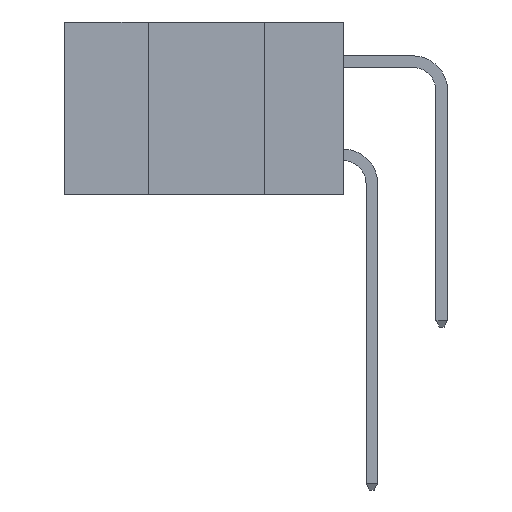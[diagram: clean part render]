
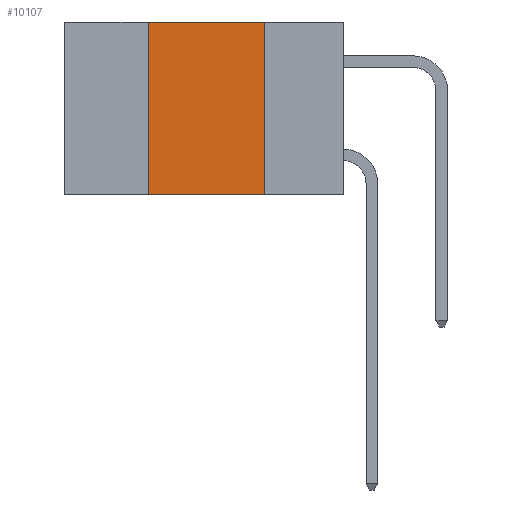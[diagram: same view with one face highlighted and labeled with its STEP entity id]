
A CAD part, left-side view. The second image highlights one B-rep face of the part: STEP entity #10107.
In plain terms, the highlighted planar face has unit normal (-1, 0, 0).
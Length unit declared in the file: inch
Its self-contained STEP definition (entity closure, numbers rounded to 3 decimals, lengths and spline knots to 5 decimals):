
#2171 = VECTOR ( 'NONE', #7500, 39.37008 ) ;
#2570 = EDGE_CURVE ( 'NONE', #5566, #24877, #23201, .T. ) ;
#3843 = PLANE ( 'NONE',  #26332 ) ;
#4369 = LINE ( 'NONE', #13911, #27107 ) ;
#4936 = VERTEX_POINT ( 'NONE', #5842 ) ;
#5399 = ORIENTED_EDGE ( 'NONE', *, *, #12234, .F. ) ;
#5566 = VERTEX_POINT ( 'NONE', #21403 ) ;
#5842 = CARTESIAN_POINT ( 'NONE',  ( 0., 0.42, 0. ) ) ;
#6159 = CARTESIAN_POINT ( 'NONE',  ( 0., 0.6, 0. ) ) ;
#6287 = ORIENTED_EDGE ( 'NONE', *, *, #16705, .F. ) ;
#7408 = CARTESIAN_POINT ( 'NONE',  ( 0., 0.17, -0.37 ) ) ;
#7500 = DIRECTION ( 'NONE',  ( 0., -1., 0. ) ) ;
#8360 = EDGE_LOOP ( 'NONE', ( #5399, #6287, #8708, #9062 ) ) ;
#8433 = DIRECTION ( 'NONE',  ( 1., 0., 0. ) ) ;
#8708 = ORIENTED_EDGE ( 'NONE', *, *, #15267, .F. ) ;
#9062 = ORIENTED_EDGE ( 'NONE', *, *, #2570, .T. ) ;
#10107 = ADVANCED_FACE ( 'NONE', ( #15432 ), #3843, .F. ) ;
#10861 = CARTESIAN_POINT ( 'NONE',  ( 0., 0.6, -0.37 ) ) ;
#11653 = LINE ( 'NONE', #7408, #23253 ) ;
#12234 = EDGE_CURVE ( 'NONE', #15135, #24877, #11653, .T. ) ;
#13535 = LINE ( 'NONE', #16503, #2171 ) ;
#13911 = CARTESIAN_POINT ( 'NONE',  ( 0., 0.42, -0.37 ) ) ;
#15135 = VERTEX_POINT ( 'NONE', #15748 ) ;
#15267 = EDGE_CURVE ( 'NONE', #5566, #4936, #4369, .T. ) ;
#15432 = FACE_OUTER_BOUND ( 'NONE', #8360, .T. ) ;
#15748 = CARTESIAN_POINT ( 'NONE',  ( 0., 0.17, 0. ) ) ;
#16503 = CARTESIAN_POINT ( 'NONE',  ( 0., 0.6, 0. ) ) ;
#16705 = EDGE_CURVE ( 'NONE', #4936, #15135, #13535, .T. ) ;
#16812 = VECTOR ( 'NONE', #23916, 39.37008 ) ;
#20451 = DIRECTION ( 'NONE',  ( 0., 0., 1. ) ) ;
#21403 = CARTESIAN_POINT ( 'NONE',  ( 0., 0.42, -0.37 ) ) ;
#23201 = LINE ( 'NONE', #10861, #16812 ) ;
#23253 = VECTOR ( 'NONE', #27133, 39.37008 ) ;
#23771 = DIRECTION ( 'NONE',  ( 0., 0., -1. ) ) ;
#23916 = DIRECTION ( 'NONE',  ( 0., -1., 0. ) ) ;
#24574 = CARTESIAN_POINT ( 'NONE',  ( 0., 0.17, -0.37 ) ) ;
#24877 = VERTEX_POINT ( 'NONE', #24574 ) ;
#26332 = AXIS2_PLACEMENT_3D ( 'NONE', #6159, #8433, #23771 ) ;
#27107 = VECTOR ( 'NONE', #20451, 39.37008 ) ;
#27133 = DIRECTION ( 'NONE',  ( 0., 0., -1. ) ) ;
